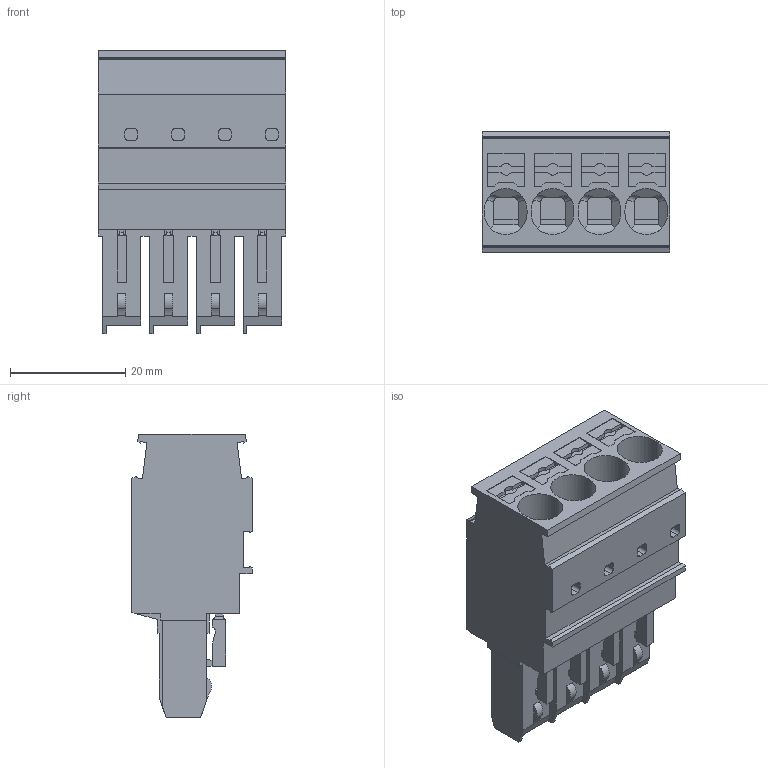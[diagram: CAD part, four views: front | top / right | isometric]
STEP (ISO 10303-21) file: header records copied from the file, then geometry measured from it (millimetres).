
FILE_DESCRIPTION(('Creo Elements/Direct Modeling STEP Export'),'2;1');
FILE_NAME('model.stp','2021-03-17T 7:33:18',(''),(''),'Creo Elements/Direct Modeling STEP processor for AP214 (Solid Model)','Creo Elements/Direct Modeling 20.1D 10-Oct-2020 (C) Parametric Technology GmbH','');
FILE_SCHEMA(('AUTOMOTIVE_DESIGN { 1 0 10303 214 1 1 1 1 }'));
Length unit declared in the file: millimetre
Products named in the file (2): PP_H_6_4-select
Assembly tree (1 placements, depth 2):
  PP_H_6_4-select
    PP_H_6_4-select
Bounding box: 32.6 x 21 x 49.33 mm (x, y, z)
Volume: 18814.8 mm3; surface area: 10629.3 mm2
Topology: 1 solids, 1 shells, 680 faces, 1972 edges, 1312 vertices
Faces by surface type: plane 500, cylinder 164, torus 16
Entity records: 32122 total; most frequent: CARTESIAN_POINT 8347, ORIENTED_EDGE 3944, DIRECTION 3638, EDGE_CURVE 1972, VECTOR 1528, LINE 1528, VERTEX_POINT 1312, AXIS2_PLACEMENT_3D 1055
